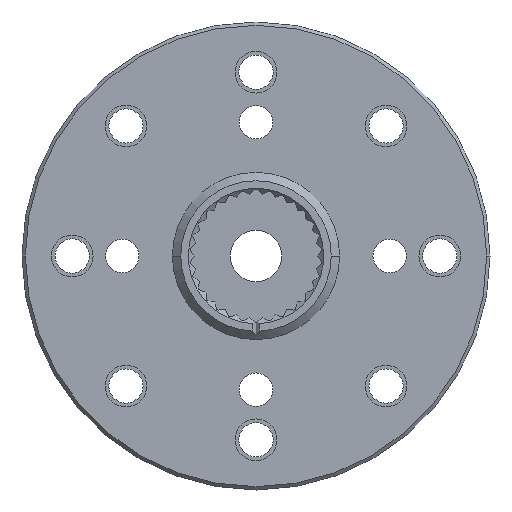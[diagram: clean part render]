
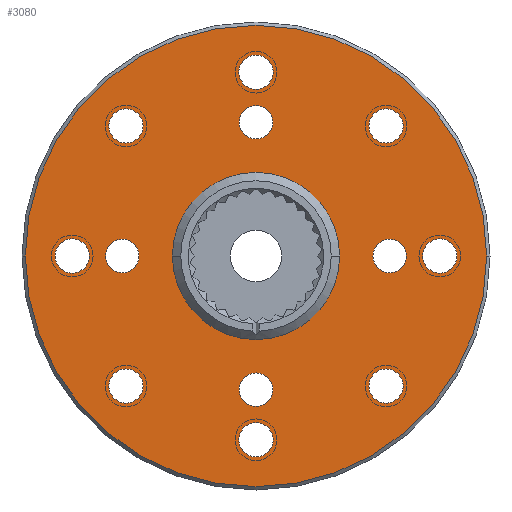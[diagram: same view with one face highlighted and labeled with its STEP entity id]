
A CAD part, front view. The second image highlights one B-rep face of the part: STEP entity #3080.
In plain terms, the highlighted planar face has unit normal (0, -1, 0).
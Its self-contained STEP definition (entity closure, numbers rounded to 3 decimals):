
#63=CARTESIAN_POINT('',(0.,0.,0.));
#64=DIRECTION('',(0.,1.,0.));
#65=DIRECTION('',(1.,0.,0.));
#66=AXIS2_PLACEMENT_3D('',#63,#64,#65);
#68=CARTESIAN_POINT('',(0.,0.,0.));
#69=DIRECTION('',(0.,-1.,0.));
#70=DIRECTION('',(1.,0.,0.));
#71=AXIS2_PLACEMENT_3D('',#68,#69,#70);
#73=CARTESIAN_POINT('',(0.,0.,-11.));
#74=DIRECTION('',(0.,1.,0.));
#75=DIRECTION('',(1.,0.,0.));
#76=AXIS2_PLACEMENT_3D('',#73,#74,#75);
#78=CARTESIAN_POINT('',(0.,0.,-11.));
#79=DIRECTION('',(0.,1.,0.));
#80=DIRECTION('',(-1.,0.,0.));
#81=AXIS2_PLACEMENT_3D('',#78,#79,#80);
#83=CARTESIAN_POINT('',(7.778,0.,-7.778));
#84=DIRECTION('',(0.,1.,0.));
#85=DIRECTION('',(1.,0.,0.));
#86=AXIS2_PLACEMENT_3D('',#83,#84,#85);
#88=CARTESIAN_POINT('',(7.778,0.,-7.778));
#89=DIRECTION('',(0.,1.,0.));
#90=DIRECTION('',(-1.,0.,0.));
#91=AXIS2_PLACEMENT_3D('',#88,#89,#90);
#93=CARTESIAN_POINT('',(11.,0.,0.));
#94=DIRECTION('',(0.,1.,0.));
#95=DIRECTION('',(1.,0.,0.));
#96=AXIS2_PLACEMENT_3D('',#93,#94,#95);
#98=CARTESIAN_POINT('',(11.,0.,0.));
#99=DIRECTION('',(0.,1.,0.));
#100=DIRECTION('',(-1.,0.,0.));
#101=AXIS2_PLACEMENT_3D('',#98,#99,#100);
#103=CARTESIAN_POINT('',(7.778,0.,7.778));
#104=DIRECTION('',(0.,1.,0.));
#105=DIRECTION('',(1.,0.,0.));
#106=AXIS2_PLACEMENT_3D('',#103,#104,#105);
#108=CARTESIAN_POINT('',(7.778,0.,7.778));
#109=DIRECTION('',(0.,1.,0.));
#110=DIRECTION('',(-1.,0.,0.));
#111=AXIS2_PLACEMENT_3D('',#108,#109,#110);
#113=CARTESIAN_POINT('',(0.,0.,11.));
#114=DIRECTION('',(0.,1.,0.));
#115=DIRECTION('',(1.,0.,0.));
#116=AXIS2_PLACEMENT_3D('',#113,#114,#115);
#118=CARTESIAN_POINT('',(0.,0.,11.));
#119=DIRECTION('',(0.,1.,0.));
#120=DIRECTION('',(-1.,0.,0.));
#121=AXIS2_PLACEMENT_3D('',#118,#119,#120);
#123=CARTESIAN_POINT('',(-7.778,0.,7.778));
#124=DIRECTION('',(0.,1.,0.));
#125=DIRECTION('',(1.,0.,0.));
#126=AXIS2_PLACEMENT_3D('',#123,#124,#125);
#128=CARTESIAN_POINT('',(-7.778,0.,7.778));
#129=DIRECTION('',(0.,1.,0.));
#130=DIRECTION('',(-1.,0.,0.));
#131=AXIS2_PLACEMENT_3D('',#128,#129,#130);
#133=CARTESIAN_POINT('',(-11.,0.,0.));
#134=DIRECTION('',(0.,1.,0.));
#135=DIRECTION('',(1.,0.,0.));
#136=AXIS2_PLACEMENT_3D('',#133,#134,#135);
#138=CARTESIAN_POINT('',(-11.,0.,0.));
#139=DIRECTION('',(0.,1.,0.));
#140=DIRECTION('',(-1.,0.,0.));
#141=AXIS2_PLACEMENT_3D('',#138,#139,#140);
#143=CARTESIAN_POINT('',(-7.778,0.,-7.778));
#144=DIRECTION('',(0.,1.,0.));
#145=DIRECTION('',(1.,0.,0.));
#146=AXIS2_PLACEMENT_3D('',#143,#144,#145);
#148=CARTESIAN_POINT('',(-7.778,0.,-7.778));
#149=DIRECTION('',(0.,1.,0.));
#150=DIRECTION('',(-1.,0.,0.));
#151=AXIS2_PLACEMENT_3D('',#148,#149,#150);
#153=CARTESIAN_POINT('',(0.,0.,-8.));
#154=DIRECTION('',(0.,-1.,0.));
#155=DIRECTION('',(1.,0.,0.));
#156=AXIS2_PLACEMENT_3D('',#153,#154,#155);
#158=CARTESIAN_POINT('',(0.,0.,-8.));
#159=DIRECTION('',(0.,-1.,0.));
#160=DIRECTION('',(-1.,0.,0.));
#161=AXIS2_PLACEMENT_3D('',#158,#159,#160);
#163=CARTESIAN_POINT('',(8.,0.,0.));
#164=DIRECTION('',(0.,-1.,0.));
#165=DIRECTION('',(1.,0.,0.));
#166=AXIS2_PLACEMENT_3D('',#163,#164,#165);
#168=CARTESIAN_POINT('',(8.,0.,0.));
#169=DIRECTION('',(0.,-1.,0.));
#170=DIRECTION('',(-1.,0.,0.));
#171=AXIS2_PLACEMENT_3D('',#168,#169,#170);
#173=CARTESIAN_POINT('',(0.,0.,8.));
#174=DIRECTION('',(0.,-1.,0.));
#175=DIRECTION('',(1.,0.,0.));
#176=AXIS2_PLACEMENT_3D('',#173,#174,#175);
#178=CARTESIAN_POINT('',(0.,0.,8.));
#179=DIRECTION('',(0.,-1.,0.));
#180=DIRECTION('',(-1.,0.,0.));
#181=AXIS2_PLACEMENT_3D('',#178,#179,#180);
#183=CARTESIAN_POINT('',(-8.,0.,0.));
#184=DIRECTION('',(0.,-1.,0.));
#185=DIRECTION('',(1.,0.,0.));
#186=AXIS2_PLACEMENT_3D('',#183,#184,#185);
#188=CARTESIAN_POINT('',(-8.,0.,0.));
#189=DIRECTION('',(0.,-1.,0.));
#190=DIRECTION('',(-1.,0.,0.));
#191=AXIS2_PLACEMENT_3D('',#188,#189,#190);
#202=CARTESIAN_POINT('',(0.,0.,0.));
#203=DIRECTION('',(0.,-1.,0.));
#204=DIRECTION('',(1.,0.,0.));
#205=AXIS2_PLACEMENT_3D('',#202,#203,#204);
#2441=CARTESIAN_POINT('',(0.,0.,0.));
#2442=DIRECTION('',(0.,1.,0.));
#2443=DIRECTION('',(1.,0.,0.));
#2444=AXIS2_PLACEMENT_3D('',#2441,#2442,#2443);
#2446=CARTESIAN_POINT('',(5.,0.,0.));
#2447=CARTESIAN_POINT('',(-5.,0.,0.));
#2448=VERTEX_POINT('',#2446);
#2449=VERTEX_POINT('',#2447);
#2466=CARTESIAN_POINT('',(13.8,0.,0.));
#2467=CARTESIAN_POINT('',(-13.8,0.,0.));
#2468=VERTEX_POINT('',#2466);
#2469=VERTEX_POINT('',#2467);
#2505=CARTESIAN_POINT('',(1.025,0.,-11.));
#2506=CARTESIAN_POINT('',(-1.025,0.,-11.));
#2507=VERTEX_POINT('',#2505);
#2508=VERTEX_POINT('',#2506);
#2517=CARTESIAN_POINT('',(8.803,0.,-7.778));
#2518=CARTESIAN_POINT('',(6.753,0.,-7.778));
#2519=VERTEX_POINT('',#2517);
#2520=VERTEX_POINT('',#2518);
#2529=CARTESIAN_POINT('',(12.025,0.,0.));
#2530=CARTESIAN_POINT('',(9.975,0.,0.));
#2531=VERTEX_POINT('',#2529);
#2532=VERTEX_POINT('',#2530);
#2541=CARTESIAN_POINT('',(8.803,0.,7.778));
#2542=CARTESIAN_POINT('',(6.753,0.,7.778));
#2543=VERTEX_POINT('',#2541);
#2544=VERTEX_POINT('',#2542);
#2553=CARTESIAN_POINT('',(1.025,0.,11.));
#2554=CARTESIAN_POINT('',(-1.025,0.,11.));
#2555=VERTEX_POINT('',#2553);
#2556=VERTEX_POINT('',#2554);
#2565=CARTESIAN_POINT('',(-6.753,0.,7.778));
#2566=CARTESIAN_POINT('',(-8.803,0.,7.778));
#2567=VERTEX_POINT('',#2565);
#2568=VERTEX_POINT('',#2566);
#2577=CARTESIAN_POINT('',(-9.975,0.,0.));
#2578=CARTESIAN_POINT('',(-12.025,0.,0.));
#2579=VERTEX_POINT('',#2577);
#2580=VERTEX_POINT('',#2578);
#2589=CARTESIAN_POINT('',(-6.753,0.,-7.778));
#2590=CARTESIAN_POINT('',(-8.803,0.,-7.778));
#2591=VERTEX_POINT('',#2589);
#2592=VERTEX_POINT('',#2590);
#2846=CARTESIAN_POINT('',(1.,0.,-8.));
#2847=CARTESIAN_POINT('',(-1.,0.,-8.));
#2848=VERTEX_POINT('',#2846);
#2849=VERTEX_POINT('',#2847);
#2850=CARTESIAN_POINT('',(9.,0.,0.));
#2851=CARTESIAN_POINT('',(7.,0.,0.));
#2852=VERTEX_POINT('',#2850);
#2853=VERTEX_POINT('',#2851);
#2854=CARTESIAN_POINT('',(1.,0.,8.));
#2855=CARTESIAN_POINT('',(-1.,0.,8.));
#2856=VERTEX_POINT('',#2854);
#2857=VERTEX_POINT('',#2855);
#2858=CARTESIAN_POINT('',(-7.,0.,0.));
#2859=CARTESIAN_POINT('',(-9.,0.,0.));
#2860=VERTEX_POINT('',#2858);
#2861=VERTEX_POINT('',#2859);
#2993=CARTESIAN_POINT('',(0.,0.,0.));
#2994=DIRECTION('',(0.,-1.,0.));
#2995=DIRECTION('',(-1.,0.,0.));
#2996=AXIS2_PLACEMENT_3D('',#2993,#2994,#2995);
#2997=PLANE('',#2996);
#2999=ORIENTED_EDGE('',*,*,#2998,.F.);
#3001=ORIENTED_EDGE('',*,*,#3000,.T.);
#3002=EDGE_LOOP('',(#2999,#3001));
#3003=FACE_OUTER_BOUND('',#3002,.F.);
#3004=ORIENTED_EDGE('',*,*,#2986,.F.);
#3005=ORIENTED_EDGE('',*,*,#2975,.T.);
#3006=EDGE_LOOP('',(#3004,#3005));
#3007=FACE_BOUND('',#3006,.F.);
#3009=ORIENTED_EDGE('',*,*,#3008,.F.);
#3011=ORIENTED_EDGE('',*,*,#3010,.F.);
#3012=EDGE_LOOP('',(#3009,#3011));
#3013=FACE_BOUND('',#3012,.F.);
#3015=ORIENTED_EDGE('',*,*,#3014,.F.);
#3017=ORIENTED_EDGE('',*,*,#3016,.F.);
#3018=EDGE_LOOP('',(#3015,#3017));
#3019=FACE_BOUND('',#3018,.F.);
#3021=ORIENTED_EDGE('',*,*,#3020,.F.);
#3023=ORIENTED_EDGE('',*,*,#3022,.F.);
#3024=EDGE_LOOP('',(#3021,#3023));
#3025=FACE_BOUND('',#3024,.F.);
#3027=ORIENTED_EDGE('',*,*,#3026,.F.);
#3029=ORIENTED_EDGE('',*,*,#3028,.F.);
#3030=EDGE_LOOP('',(#3027,#3029));
#3031=FACE_BOUND('',#3030,.F.);
#3033=ORIENTED_EDGE('',*,*,#3032,.F.);
#3035=ORIENTED_EDGE('',*,*,#3034,.F.);
#3036=EDGE_LOOP('',(#3033,#3035));
#3037=FACE_BOUND('',#3036,.F.);
#3039=ORIENTED_EDGE('',*,*,#3038,.F.);
#3041=ORIENTED_EDGE('',*,*,#3040,.F.);
#3042=EDGE_LOOP('',(#3039,#3041));
#3043=FACE_BOUND('',#3042,.F.);
#3045=ORIENTED_EDGE('',*,*,#3044,.F.);
#3047=ORIENTED_EDGE('',*,*,#3046,.F.);
#3048=EDGE_LOOP('',(#3045,#3047));
#3049=FACE_BOUND('',#3048,.F.);
#3051=ORIENTED_EDGE('',*,*,#3050,.F.);
#3053=ORIENTED_EDGE('',*,*,#3052,.F.);
#3054=EDGE_LOOP('',(#3051,#3053));
#3055=FACE_BOUND('',#3054,.F.);
#3057=ORIENTED_EDGE('',*,*,#3056,.T.);
#3059=ORIENTED_EDGE('',*,*,#3058,.T.);
#3060=EDGE_LOOP('',(#3057,#3059));
#3061=FACE_BOUND('',#3060,.F.);
#3063=ORIENTED_EDGE('',*,*,#3062,.T.);
#3065=ORIENTED_EDGE('',*,*,#3064,.T.);
#3066=EDGE_LOOP('',(#3063,#3065));
#3067=FACE_BOUND('',#3066,.F.);
#3069=ORIENTED_EDGE('',*,*,#3068,.T.);
#3071=ORIENTED_EDGE('',*,*,#3070,.T.);
#3072=EDGE_LOOP('',(#3069,#3071));
#3073=FACE_BOUND('',#3072,.F.);
#3075=ORIENTED_EDGE('',*,*,#3074,.T.);
#3077=ORIENTED_EDGE('',*,*,#3076,.T.);
#3078=EDGE_LOOP('',(#3075,#3077));
#3079=FACE_BOUND('',#3078,.F.);
#3080=ADVANCED_FACE('',(#3003,#3007,#3013,#3019,#3025,#3031,#3037,#3043,#3049,
#3055,#3061,#3067,#3073,#3079),#2997,.T.);
#67=CIRCLE('',#66,5.);
#72=CIRCLE('',#71,5.);
#77=CIRCLE('',#76,1.025);
#82=CIRCLE('',#81,1.025);
#87=CIRCLE('',#86,1.025);
#92=CIRCLE('',#91,1.025);
#97=CIRCLE('',#96,1.025);
#102=CIRCLE('',#101,1.025);
#107=CIRCLE('',#106,1.025);
#112=CIRCLE('',#111,1.025);
#117=CIRCLE('',#116,1.025);
#122=CIRCLE('',#121,1.025);
#127=CIRCLE('',#126,1.025);
#132=CIRCLE('',#131,1.025);
#137=CIRCLE('',#136,1.025);
#142=CIRCLE('',#141,1.025);
#147=CIRCLE('',#146,1.025);
#152=CIRCLE('',#151,1.025);
#157=CIRCLE('',#156,1.);
#162=CIRCLE('',#161,1.);
#167=CIRCLE('',#166,1.);
#172=CIRCLE('',#171,1.);
#177=CIRCLE('',#176,1.);
#182=CIRCLE('',#181,1.);
#187=CIRCLE('',#186,1.);
#192=CIRCLE('',#191,1.);
#206=CIRCLE('',#205,13.8);
#2445=CIRCLE('',#2444,13.8);
#2975=EDGE_CURVE('',#2448,#2449,#72,.T.);
#2986=EDGE_CURVE('',#2448,#2449,#67,.T.);
#2998=EDGE_CURVE('',#2468,#2469,#206,.T.);
#3000=EDGE_CURVE('',#2468,#2469,#2445,.T.);
#3008=EDGE_CURVE('',#2507,#2508,#77,.T.);
#3010=EDGE_CURVE('',#2508,#2507,#82,.T.);
#3014=EDGE_CURVE('',#2519,#2520,#87,.T.);
#3016=EDGE_CURVE('',#2520,#2519,#92,.T.);
#3020=EDGE_CURVE('',#2531,#2532,#97,.T.);
#3022=EDGE_CURVE('',#2532,#2531,#102,.T.);
#3026=EDGE_CURVE('',#2543,#2544,#107,.T.);
#3028=EDGE_CURVE('',#2544,#2543,#112,.T.);
#3032=EDGE_CURVE('',#2555,#2556,#117,.T.);
#3034=EDGE_CURVE('',#2556,#2555,#122,.T.);
#3038=EDGE_CURVE('',#2567,#2568,#127,.T.);
#3040=EDGE_CURVE('',#2568,#2567,#132,.T.);
#3044=EDGE_CURVE('',#2579,#2580,#137,.T.);
#3046=EDGE_CURVE('',#2580,#2579,#142,.T.);
#3050=EDGE_CURVE('',#2591,#2592,#147,.T.);
#3052=EDGE_CURVE('',#2592,#2591,#152,.T.);
#3056=EDGE_CURVE('',#2848,#2849,#157,.T.);
#3058=EDGE_CURVE('',#2849,#2848,#162,.T.);
#3062=EDGE_CURVE('',#2852,#2853,#167,.T.);
#3064=EDGE_CURVE('',#2853,#2852,#172,.T.);
#3068=EDGE_CURVE('',#2856,#2857,#177,.T.);
#3070=EDGE_CURVE('',#2857,#2856,#182,.T.);
#3074=EDGE_CURVE('',#2860,#2861,#187,.T.);
#3076=EDGE_CURVE('',#2861,#2860,#192,.T.);
